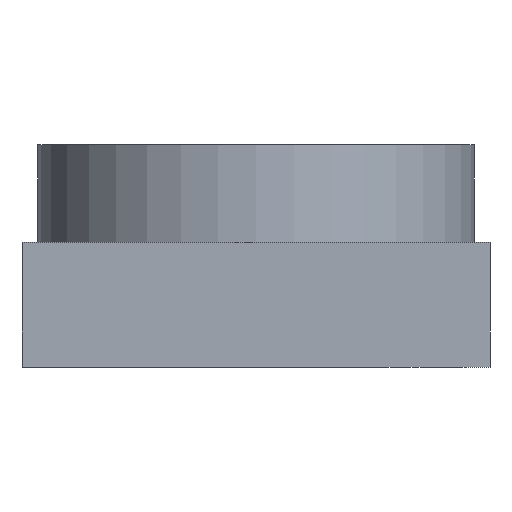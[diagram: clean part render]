
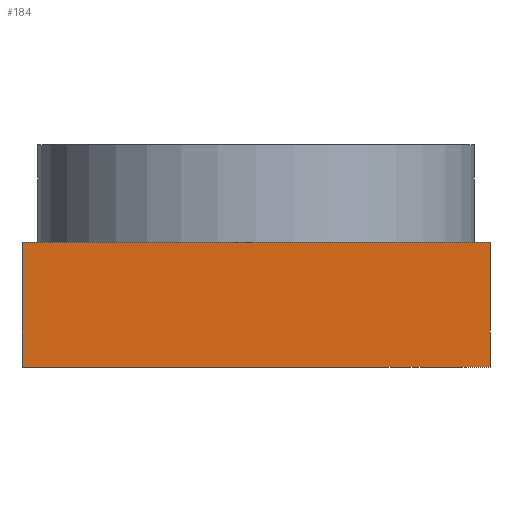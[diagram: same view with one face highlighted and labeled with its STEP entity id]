
A CAD part, left-side view. The second image highlights one B-rep face of the part: STEP entity #184.
In plain terms, the highlighted planar face has unit normal (-1, 0, 0).
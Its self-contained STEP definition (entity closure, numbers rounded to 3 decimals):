
#184=ADVANCED_FACE('',(#254),#750,.T.);
#254=FACE_OUTER_BOUND('',#330,.F.);
#330=EDGE_LOOP('',(#462,#463,#464,#465));
#462=ORIENTED_EDGE('',*,*,#1099,.F.);
#463=ORIENTED_EDGE('',*,*,#1092,.T.);
#464=ORIENTED_EDGE('',*,*,#1102,.T.);
#465=ORIENTED_EDGE('',*,*,#1095,.T.);
#750=PLANE('',#1643);
#1092=EDGE_CURVE('',#1477,#1480,#1232,.T.);
#1095=EDGE_CURVE('',#1474,#1473,#1233,.T.);
#1099=EDGE_CURVE('',#1477,#1473,#1237,.T.);
#1102=EDGE_CURVE('',#1480,#1474,#1240,.T.);
#1232=LINE('',#2275,#1332);
#1233=LINE('',#2278,#1333);
#1237=LINE('',#2282,#1337);
#1240=LINE('',#2285,#1340);
#1332=VECTOR('',#1812,30.);
#1333=VECTOR('',#1817,30.);
#1337=VECTOR('',#1821,8.);
#1340=VECTOR('',#1824,8.);
#1473=VERTEX_POINT('',#2188);
#1474=VERTEX_POINT('',#2189);
#1477=VERTEX_POINT('',#2192);
#1480=VERTEX_POINT('',#2195);
#1643=AXIS2_PLACEMENT_3D('',#2394,#1973,#1974);
#1812=DIRECTION('',(0.,1.,0.));
#1817=DIRECTION('',(0.,-1.,0.));
#1821=DIRECTION('',(0.,0.,1.));
#1824=DIRECTION('',(0.,0.,1.));
#1973=DIRECTION('',(-1.,0.,0.));
#1974=DIRECTION('',(0.,1.,0.));
#2188=CARTESIAN_POINT('',(-15.,-15.,8.));
#2189=CARTESIAN_POINT('',(-15.,15.,8.));
#2192=CARTESIAN_POINT('',(-15.,-15.,0.));
#2195=CARTESIAN_POINT('',(-15.,15.,0.));
#2275=CARTESIAN_POINT('',(-15.,-15.,0.));
#2278=CARTESIAN_POINT('',(-15.,15.,8.));
#2282=CARTESIAN_POINT('',(-15.,-15.,0.));
#2285=CARTESIAN_POINT('',(-15.,15.,0.));
#2394=CARTESIAN_POINT('',(-15.,-15.3,14.56));
